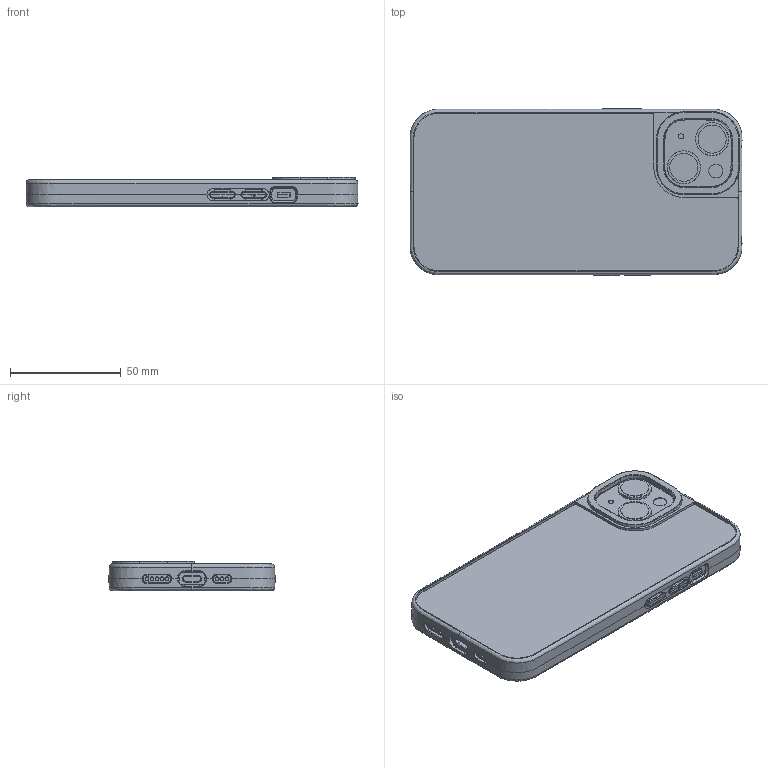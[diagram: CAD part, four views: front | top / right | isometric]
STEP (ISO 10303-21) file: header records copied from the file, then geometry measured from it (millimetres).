
FILE_DESCRIPTION((''),'2;1');
FILE_NAME('14_ASM','2025-06-12T',('Administrator'),(''),'PRO/ENGINEER BY PARAMETRIC TECHNOLOGY CORPORATION, 2015240','PRO/ENGINEER BY PARAMETRIC TECHNOLOGY CORPORATION, 2015240','');
FILE_SCHEMA(('AUTOMOTIVE_DESIGN_CC2 { 1 2 10303 214 -1 1 5 2 }'));
Length unit declared in the file: millimetre
Products named in the file (5): IPHONE14-1-23_22; IPHONE14-PC-1-23_14; IP-14-JX; IP15; 14_ASM
Assembly tree (4 placements, depth 2):
  14_ASM
    IPHONE14-1-23_22
    IPHONE14-PC-1-23_14
    IP-14-JX
    IP15
Bounding box: 149.97 x 75.78 x 13.51 mm (x, y, z)
Volume: 106992.3 mm3; surface area: 59753.2 mm2
Topology: 4 solids, 4 shells, 863 faces, 2269 edges, 1453 vertices
Faces by surface type: plane 316, cylinder 238, cone 141, torus 107, extrusion 36, bspline 25
Entity records: 39274 total; most frequent: CARTESIAN_POINT 17081, ORIENTED_EDGE 4530, DIRECTION 4267, EDGE_CURVE 2265, AXIS2_PLACEMENT_3D 1585, VERTEX_POINT 1451, VECTOR 1097, LINE 1061
